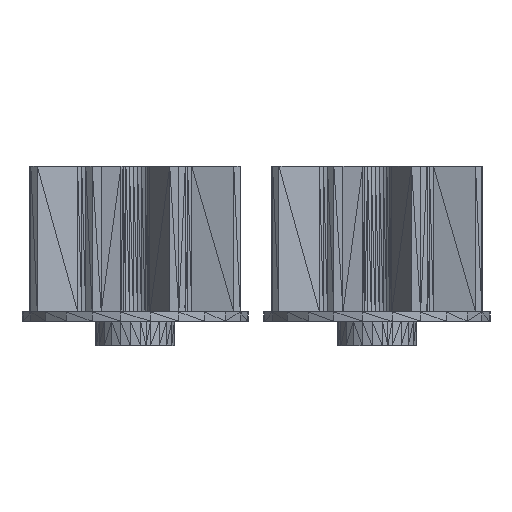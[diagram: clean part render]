
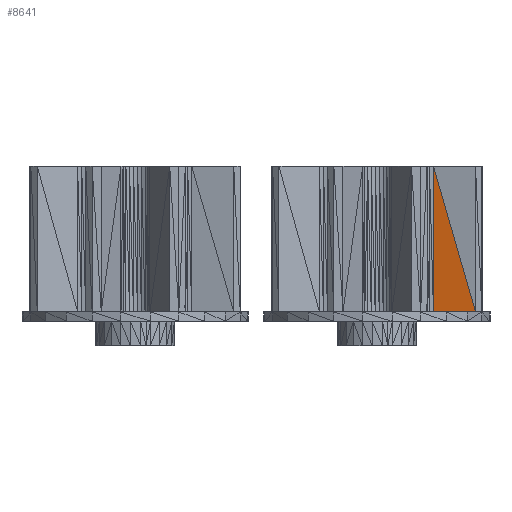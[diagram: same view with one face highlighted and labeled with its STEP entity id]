
A CAD part, left-side view. The second image highlights one B-rep face of the part: STEP entity #8641.
In plain terms, the highlighted planar face has unit normal (-0.966, 0.257, 0).
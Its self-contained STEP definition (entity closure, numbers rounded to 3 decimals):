
#5725 = VERTEX_POINT('',#5726);
#5726 = CARTESIAN_POINT('',(-4.116,-5.992,
    3.588));
#6076 = VERTEX_POINT('',#6077);
#6077 = CARTESIAN_POINT('',(-5.308,-10.47,
    3.588));
#6334 = EDGE_CURVE('',#6076,#5725,#6335,.T.);
#6335 = LINE('',#6336,#6337);
#6336 = CARTESIAN_POINT('',(-5.308,-10.47,
    3.588));
#6337 = VECTOR('',#6338,1.);
#6338 = DIRECTION('',(0.257,0.966,0.));
#7429 = VERTEX_POINT('',#7430);
#7430 = CARTESIAN_POINT('',(-4.116,-5.992,
    19.087));
#7437 = EDGE_CURVE('',#5725,#7429,#7438,.T.);
#7438 = LINE('',#7439,#7440);
#7439 = CARTESIAN_POINT('',(-4.116,-5.992,
    3.588));
#7440 = VECTOR('',#7441,1.);
#7441 = DIRECTION('',(0.,0.,1.));
#8630 = EDGE_CURVE('',#7429,#6076,#8631,.T.);
#8631 = LINE('',#8632,#8633);
#8632 = CARTESIAN_POINT('',(-4.116,-5.992,
    19.087));
#8633 = VECTOR('',#8634,1.);
#8634 = DIRECTION('',(-0.074,-0.277,
    -0.958));
#8641 = ADVANCED_FACE('',(#8642),#8647,.T.);
#8642 = FACE_BOUND('',#8643,.T.);
#8643 = EDGE_LOOP('',(#8644,#8645,#8646));
#8644 = ORIENTED_EDGE('',*,*,#6334,.F.);
#8645 = ORIENTED_EDGE('',*,*,#8630,.F.);
#8646 = ORIENTED_EDGE('',*,*,#7437,.F.);
#8647 = PLANE('',#8648);
#8648 = AXIS2_PLACEMENT_3D('',#8649,#8650,#8651);
#8649 = CARTESIAN_POINT('',(-4.458,-7.276,
    10.348));
#8650 = DIRECTION('',(-0.966,0.257,-0.));
#8651 = DIRECTION('',(-0.257,-0.966,0.));
